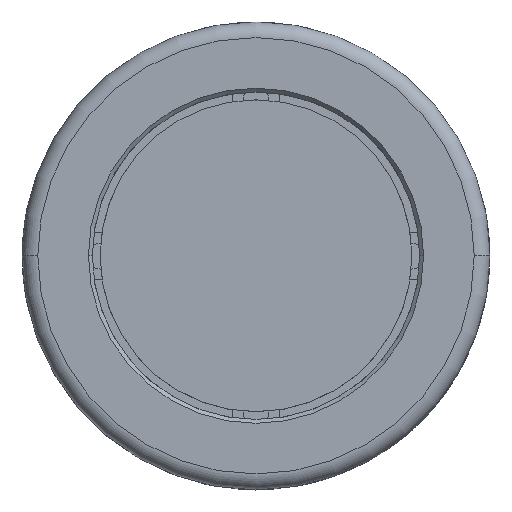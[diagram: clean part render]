
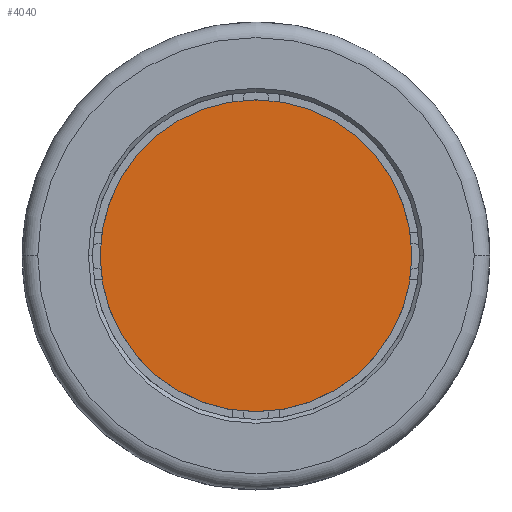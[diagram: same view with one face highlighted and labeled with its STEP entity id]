
A CAD part, top view. The second image highlights one B-rep face of the part: STEP entity #4040.
In plain terms, the highlighted planar face has unit normal (0, 0, 1).
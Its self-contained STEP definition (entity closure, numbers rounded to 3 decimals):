
#3 = AXIS2_PLACEMENT_3D ( 'NONE', #3022, #3056, #3102 ) ;
#21 = DIRECTION ( 'NONE',  ( 0., 0., 1. ) ) ;
#59 = CARTESIAN_POINT ( 'NONE',  ( 10.065, -28.776, 94.9 ) ) ;
#90 = FACE_OUTER_BOUND ( 'NONE', #6810, .T. ) ;
#167 = CARTESIAN_POINT ( 'NONE',  ( 10.015, -8.776, 94.9 ) ) ;
#270 = CARTESIAN_POINT ( 'NONE',  ( 9.965, 11.224, 94.9 ) ) ;
#414 = CIRCLE ( 'NONE', #3, 0.05 ) ;
#654 = DIRECTION ( 'NONE',  ( 1., 0., 0. ) ) ;
#662 = VERTEX_POINT ( 'NONE', #59 ) ;
#689 = DIRECTION ( 'NONE',  ( 0., 0., 1. ) ) ;
#898 = EDGE_CURVE ( 'NONE', #3312, #3734, #5585, .T. ) ;
#1302 = AXIS2_PLACEMENT_3D ( 'NONE', #167, #21, #10991 ) ;
#1375 = CARTESIAN_POINT ( 'NONE',  ( 10.015, -8.776, 94.9 ) ) ;
#1502 = EDGE_CURVE ( 'NONE', #4311, #1522, #3280, .T. ) ;
#1522 = VERTEX_POINT ( 'NONE', #10196 ) ;
#1734 = VERTEX_POINT ( 'NONE', #9903 ) ;
#1831 = EDGE_CURVE ( 'NONE', #3312, #1522, #2704, .T. ) ;
#1933 = EDGE_CURVE ( 'NONE', #1734, #3734, #414, .T. ) ;
#1992 = EDGE_CURVE ( 'NONE', #1734, #2105, #6126, .T. ) ;
#2073 = EDGE_CURVE ( 'NONE', #662, #2105, #9394, .T. ) ;
#2082 = CARTESIAN_POINT ( 'NONE',  ( 10.015, -8.776, 94.9 ) ) ;
#2105 = VERTEX_POINT ( 'NONE', #7701 ) ;
#2106 = CARTESIAN_POINT ( 'NONE',  ( 30.015, -8.726, 94.9 ) ) ;
#2173 = DIRECTION ( 'NONE',  ( 0., 0., 1. ) ) ;
#2185 = AXIS2_PLACEMENT_3D ( 'NONE', #7216, #7344, #10167 ) ;
#2210 = DIRECTION ( 'NONE',  ( 1., 0., 0. ) ) ;
#2268 = EDGE_CURVE ( 'NONE', #662, #5006, #10279, .T. ) ;
#2300 = EDGE_CURVE ( 'NONE', #4311, #5006, #6011, .T. ) ;
#2704 = CIRCLE ( 'NONE', #7824, 0.05 ) ;
#2873 = ORIENTED_EDGE ( 'NONE', *, *, #2268, .T. ) ;
#3022 = CARTESIAN_POINT ( 'NONE',  ( -9.985, -8.776, 94.9 ) ) ;
#3056 = DIRECTION ( 'NONE',  ( 0., 0., 1. ) ) ;
#3102 = DIRECTION ( 'NONE',  ( 1., 0., 0. ) ) ;
#3280 = CIRCLE ( 'NONE', #1302, 20. ) ;
#3312 = VERTEX_POINT ( 'NONE', #270 ) ;
#3734 = VERTEX_POINT ( 'NONE', #4688 ) ;
#4040 = ADVANCED_FACE ( 'NONE', ( #90 ), #4643, .T. ) ;
#4311 = VERTEX_POINT ( 'NONE', #2106 ) ;
#4386 = DIRECTION ( 'NONE',  ( 1., 0., 0. ) ) ;
#4406 = DIRECTION ( 'NONE',  ( 0., 0., 1. ) ) ;
#4569 = CARTESIAN_POINT ( 'NONE',  ( 10.015, -8.776, 94.9 ) ) ;
#4643 = PLANE ( 'NONE',  #6698 ) ;
#4661 = AXIS2_PLACEMENT_3D ( 'NONE', #2082, #2173, #2210 ) ;
#4688 = CARTESIAN_POINT ( 'NONE',  ( -9.985, -8.726, 94.9 ) ) ;
#4883 = CARTESIAN_POINT ( 'NONE',  ( 10.015, -8.776, 94.9 ) ) ;
#5006 = VERTEX_POINT ( 'NONE', #9700 ) ;
#5141 = DIRECTION ( 'NONE',  ( 1., 0., 0. ) ) ;
#5217 = DIRECTION ( 'NONE',  ( 0., 0., 1. ) ) ;
#5585 = CIRCLE ( 'NONE', #4661, 20. ) ;
#6011 = CIRCLE ( 'NONE', #9349, 0.05 ) ;
#6117 = AXIS2_PLACEMENT_3D ( 'NONE', #1375, #689, #654 ) ;
#6126 = CIRCLE ( 'NONE', #7603, 20. ) ;
#6319 = ORIENTED_EDGE ( 'NONE', *, *, #898, .T. ) ;
#6698 = AXIS2_PLACEMENT_3D ( 'NONE', #4569, #4406, #4386 ) ;
#6810 = EDGE_LOOP ( 'NONE', ( #7562, #6319, #9541, #9045, #10148, #2873, #10086, #8870 ) ) ;
#7216 = CARTESIAN_POINT ( 'NONE',  ( 10.015, -28.776, 94.9 ) ) ;
#7344 = DIRECTION ( 'NONE',  ( 0., 0., 1. ) ) ;
#7562 = ORIENTED_EDGE ( 'NONE', *, *, #1831, .F. ) ;
#7603 = AXIS2_PLACEMENT_3D ( 'NONE', #4883, #5217, #5141 ) ;
#7701 = CARTESIAN_POINT ( 'NONE',  ( 9.965, -28.776, 94.9 ) ) ;
#7824 = AXIS2_PLACEMENT_3D ( 'NONE', #10300, #10332, #10446 ) ;
#7856 = DIRECTION ( 'NONE',  ( 1., 0., 0. ) ) ;
#7956 = DIRECTION ( 'NONE',  ( 0., 0., 1. ) ) ;
#8139 = CARTESIAN_POINT ( 'NONE',  ( 30.015, -8.776, 94.9 ) ) ;
#8870 = ORIENTED_EDGE ( 'NONE', *, *, #1502, .T. ) ;
#9045 = ORIENTED_EDGE ( 'NONE', *, *, #1992, .T. ) ;
#9349 = AXIS2_PLACEMENT_3D ( 'NONE', #8139, #7956, #7856 ) ;
#9394 = CIRCLE ( 'NONE', #2185, 0.05 ) ;
#9541 = ORIENTED_EDGE ( 'NONE', *, *, #1933, .F. ) ;
#9700 = CARTESIAN_POINT ( 'NONE',  ( 30.015, -8.826, 94.9 ) ) ;
#9903 = CARTESIAN_POINT ( 'NONE',  ( -9.985, -8.826, 94.9 ) ) ;
#10086 = ORIENTED_EDGE ( 'NONE', *, *, #2300, .F. ) ;
#10148 = ORIENTED_EDGE ( 'NONE', *, *, #2073, .F. ) ;
#10167 = DIRECTION ( 'NONE',  ( 1., 0., 0. ) ) ;
#10196 = CARTESIAN_POINT ( 'NONE',  ( 10.065, 11.224, 94.9 ) ) ;
#10279 = CIRCLE ( 'NONE', #6117, 20. ) ;
#10300 = CARTESIAN_POINT ( 'NONE',  ( 10.015, 11.224, 94.9 ) ) ;
#10332 = DIRECTION ( 'NONE',  ( 0., 0., 1. ) ) ;
#10446 = DIRECTION ( 'NONE',  ( 1., 0., 0. ) ) ;
#10991 = DIRECTION ( 'NONE',  ( 1., 0., 0. ) ) ;
